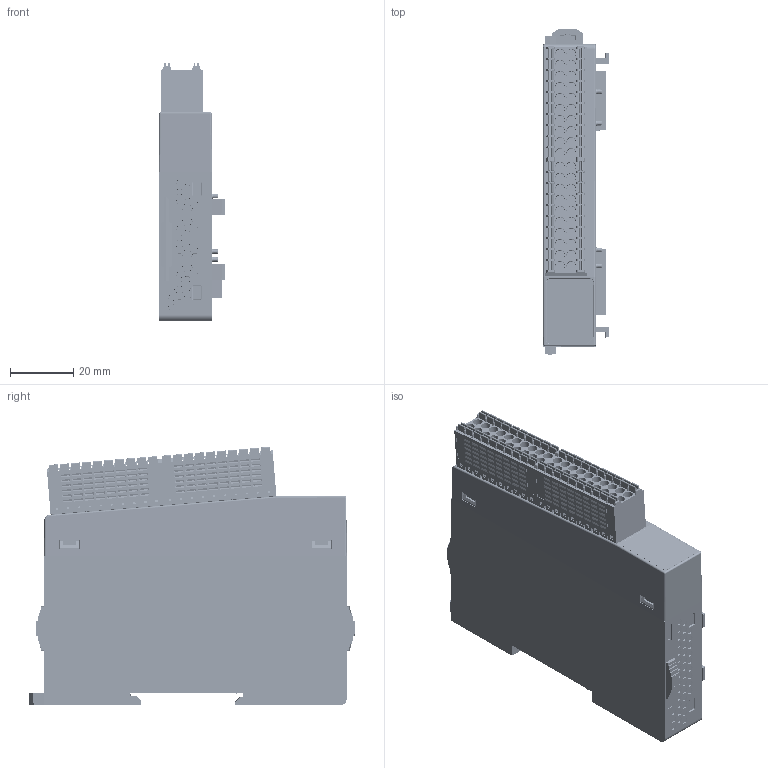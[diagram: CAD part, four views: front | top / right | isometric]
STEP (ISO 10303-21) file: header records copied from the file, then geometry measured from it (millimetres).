
FILE_DESCRIPTION(/* description */ (''),/* implementation_level */ '2;1');
FILE_NAME(/* name */ '',/* time_stamp */ '2024-07-06T13:34:39+08:00',/* author */ (''),/* organization */ (''),/* preprocessor_version */ 'ST-DEVELOPER v14',/* originating_system */ 'SIEMENS PLM Software NX 8.0',/* authorisation */ '');
FILE_SCHEMA (('AUTOMOTIVE_DESIGN { 1 0 10303 214 3 1 1 1 }'));
Products named in the file (1): Admi3C0C469E6sj5
Bounding box: 20.97 x 102.98 x 81.68 mm (x, y, z)
Volume: 15473.9 mm3; surface area: 40596.4 mm2
Topology: 103 solids, 184 shells, 9432 faces, 24279 edges, 15666 vertices
Faces by surface type: plane 6309, cylinder 2114, bspline 344, torus 324, cone 173, sphere 86, extrusion 82
Full cylindrical faces by diameter (mm): 0.18 x2, 3.05 x40
Entity records: 303716 total; most frequent: CARTESIAN_POINT 76073, ORIENTED_EDGE 47668, DIRECTION 45787, EDGE_CURVE 23834, VECTOR 17515, LINE 17433, VERTEX_POINT 15554, AXIS2_PLACEMENT_3D 14136
